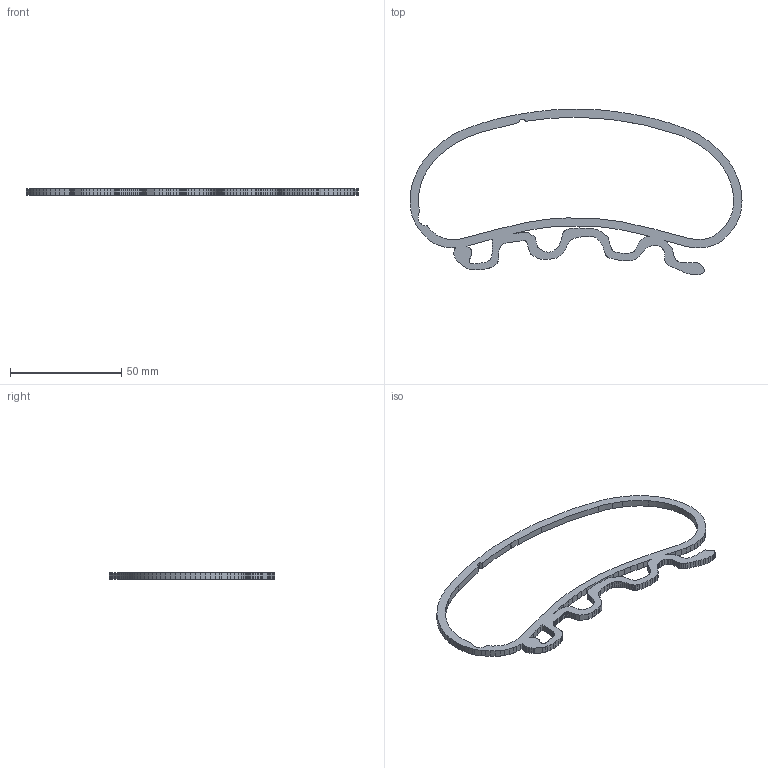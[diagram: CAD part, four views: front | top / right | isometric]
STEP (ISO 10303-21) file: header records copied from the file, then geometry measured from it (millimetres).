
FILE_DESCRIPTION (( 'STEP AP214' ), '1' );
FILE_NAME ('condiment.STEP', '2024-10-09T21:22:27', ( '' ), ( '' ), 'SwSTEP 2.0', 'SolidWorks 2022', '' );
FILE_SCHEMA (( 'AUTOMOTIVE_DESIGN' ));
Length unit declared in the file: inch
Products named in the file (1): condiment
Bounding box: 149.49 x 74.61 x 3 mm (x, y, z)
Volume: 5620.8 mm3; surface area: 6667.1 mm2
Topology: 1 solids, 1 shells, 469 faces, 1401 edges, 934 vertices
Faces by surface type: bspline 308, plane 161
Entity records: 17311 total; most frequent: CARTESIAN_POINT 6785, ORIENTED_EDGE 2802, EDGE_CURVE 1401, DIRECTION 1109, VERTEX_POINT 934, LINE 785, VECTOR 785, B_SPLINE_CURVE_WITH_KNOTS 616
